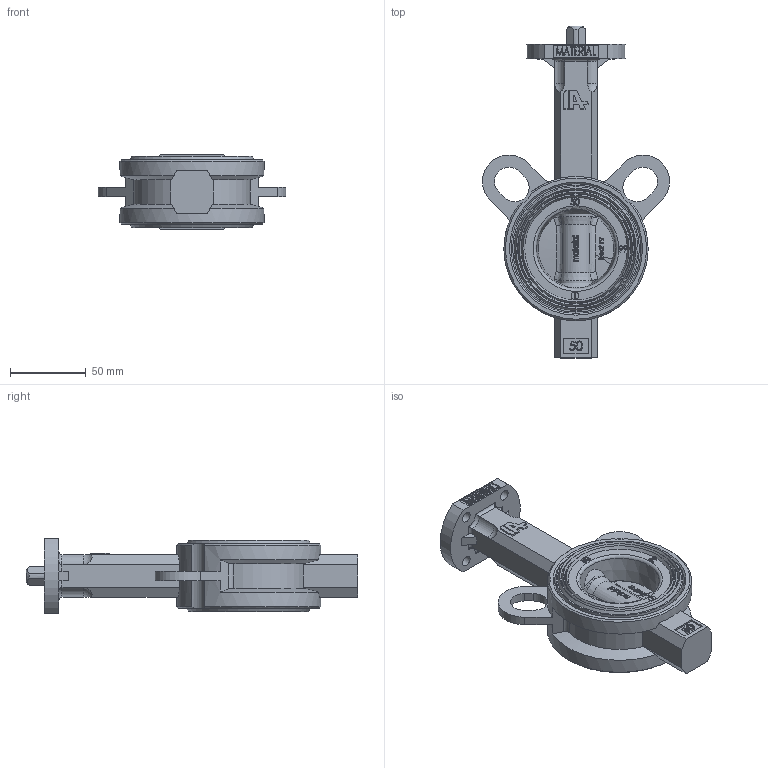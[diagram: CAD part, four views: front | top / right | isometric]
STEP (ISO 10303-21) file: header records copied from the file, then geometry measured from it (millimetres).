
FILE_DESCRIPTION (( 'STEP AP214' ), '1' );
FILE_NAME ('D1K0050.STEP', '2016-04-25T14:45:02', ( '' ), ( '' ), 'SwSTEP 2.0', 'SolidWorks 2014', '' );
FILE_SCHEMA (( 'AUTOMOTIVE_DESIGN' ));
Length unit declared in the file: millimetre
Products named in the file (1): D1K0050
Bounding box: 123.26 x 218.7 x 50 mm (x, y, z)
Surface area: 72636.8 mm2 (no closed solid volume)
Topology: 0 solids, 15 shells, 545 faces, 1831 edges, 1300 vertices
Faces by surface type: plane 344, bspline 93, cylinder 58, cone 40, torus 6, sphere 4
Full cylindrical faces by diameter (mm): 5 x2, 7 x4, 8.4 x2, 12.9 x1, 13.1 x1, 36 x1, 38 x1, 83.5 x2, 85.6 x2
Entity records: 32410 total; most frequent: CARTESIAN_POINT 11924, ORIENTED_EDGE 2999, DIRECTION 2438, EDGE_CURVE 1785, VERTEX_POINT 1292, VECTOR 1056, LINE 1056, AXIS2_PLACEMENT_3D 691
